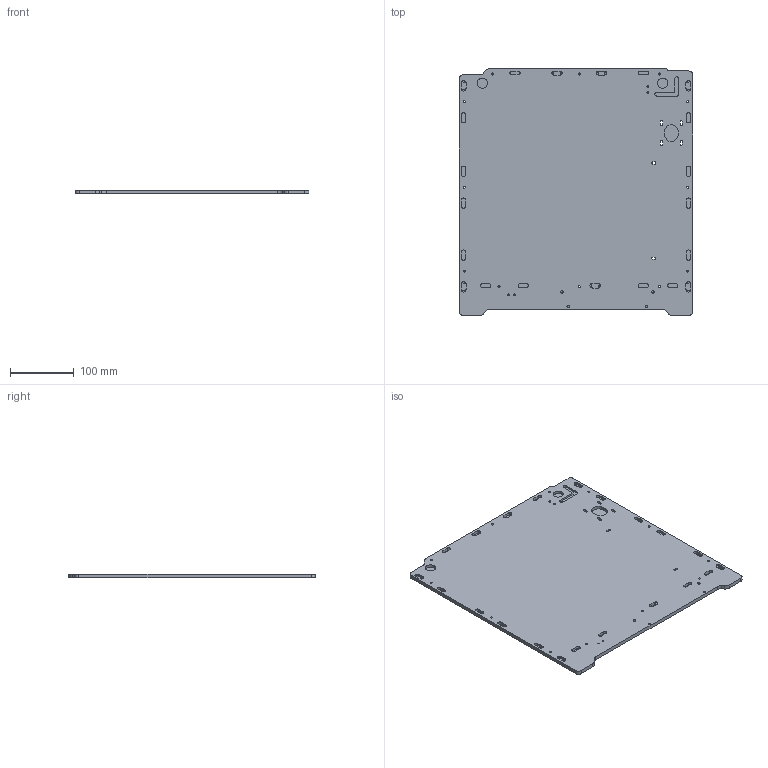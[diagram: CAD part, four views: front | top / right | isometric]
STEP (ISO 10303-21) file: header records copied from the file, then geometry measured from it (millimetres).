
FILE_DESCRIPTION(/* description */ (''),/* implementation_level */ '2;1');
FILE_NAME(/* name */ '3acad41d-b9d7-494b-a795-88e4c2a4ede6.stp',/* time_stamp */ '2017-12-18T08:04:06+00:00',/* author */ (''),/* organization */ (''),/* preprocessor_version */ 'ST-DEVELOPER v16.13',/* originating_system */ 'Autodesk Translation Framework v6.5.0.72',/* authorisation */ '');
FILE_SCHEMA (('AUTOMOTIVE_DESIGN { 1 0 10303 214 3 1 1 }'));
Length unit declared in the file: millimetre
Products named in the file (1): xBot Left Medium
Bounding box: 367 x 388 x 6 mm (x, y, z)
Volume: 817846.1 mm3; surface area: 293185.4 mm2
Topology: 1 solids, 1 shells, 251 faces, 650 edges, 430 vertices
Faces by surface type: plane 130, cylinder 121
Full cylindrical faces by diameter (mm): 2.5 x2, 3.1 x2, 3.2 x12, 4 x4, 16 x2
Entity records: 7881 total; most frequent: DIRECTION 1414, CARTESIAN_POINT 1332, ORIENTED_EDGE 1300, EDGE_CURVE 650, AXIS2_PLACEMENT_3D 512, VERTEX_POINT 430, LINE 390, VECTOR 390
